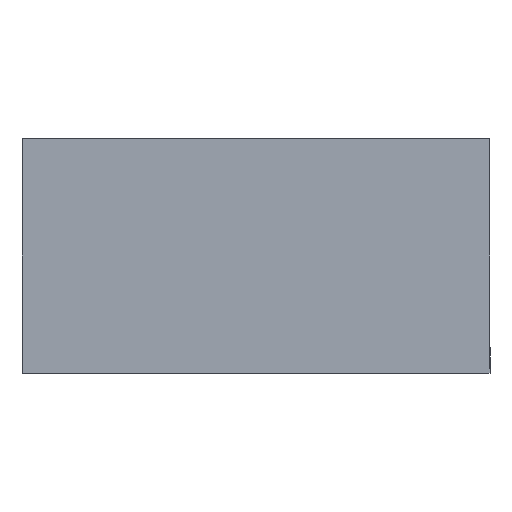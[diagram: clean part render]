
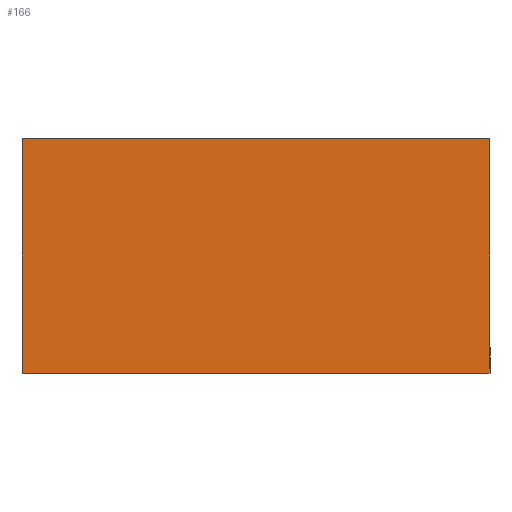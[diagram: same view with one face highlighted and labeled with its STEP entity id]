
A CAD part, front view. The second image highlights one B-rep face of the part: STEP entity #166.
In plain terms, the highlighted planar face has unit normal (0, -1, 0).
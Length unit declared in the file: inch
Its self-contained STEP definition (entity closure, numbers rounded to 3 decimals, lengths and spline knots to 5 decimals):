
#20=FACE_OUTER_BOUND('',#29,.T.);
#29=EDGE_LOOP('',(#134,#135,#136,#137));
#35=LINE('',#242,#56);
#48=LINE('',#268,#69);
#50=LINE('',#272,#71);
#51=LINE('',#273,#72);
#56=VECTOR('',#199,0.3937);
#69=VECTOR('',#220,0.3937);
#71=VECTOR('',#224,0.3937);
#72=VECTOR('',#225,0.3937);
#77=VERTEX_POINT('',#239);
#78=VERTEX_POINT('',#241);
#87=VERTEX_POINT('',#266);
#88=VERTEX_POINT('',#271);
#91=EDGE_CURVE('',#77,#78,#35,.T.);
#104=EDGE_CURVE('',#87,#77,#48,.T.);
#106=EDGE_CURVE('',#87,#88,#50,.T.);
#107=EDGE_CURVE('',#88,#78,#51,.T.);
#134=ORIENTED_EDGE('',*,*,#106,.T.);
#135=ORIENTED_EDGE('',*,*,#107,.T.);
#136=ORIENTED_EDGE('',*,*,#91,.F.);
#137=ORIENTED_EDGE('',*,*,#104,.F.);
#157=PLANE('',#189);
#166=ADVANCED_FACE('',(#20),#157,.T.);
#189=AXIS2_PLACEMENT_3D('',#270,#222,#223);
#199=DIRECTION('',(0.,0.,1.));
#220=DIRECTION('',(-1.,0.,0.));
#222=DIRECTION('center_axis',(0.,-1.,0.));
#223=DIRECTION('ref_axis',(0.,0.,1.));
#224=DIRECTION('',(0.,0.,1.));
#225=DIRECTION('',(-1.,0.,0.));
#239=CARTESIAN_POINT('',(43.,-21.5,95.3125));
#241=CARTESIAN_POINT('',(43.,-21.5,111.3125));
#242=CARTESIAN_POINT('',(43.,-21.5,99.3125));
#266=CARTESIAN_POINT('',(74.875,-21.5,95.3125));
#268=CARTESIAN_POINT('',(297.25,-21.5,95.3125));
#270=CARTESIAN_POINT('Origin',(297.25,-21.5,95.3125));
#271=CARTESIAN_POINT('',(74.875,-21.5,111.3125));
#272=CARTESIAN_POINT('',(74.875,-21.5,95.3125));
#273=CARTESIAN_POINT('',(297.25,-21.5,111.3125));
